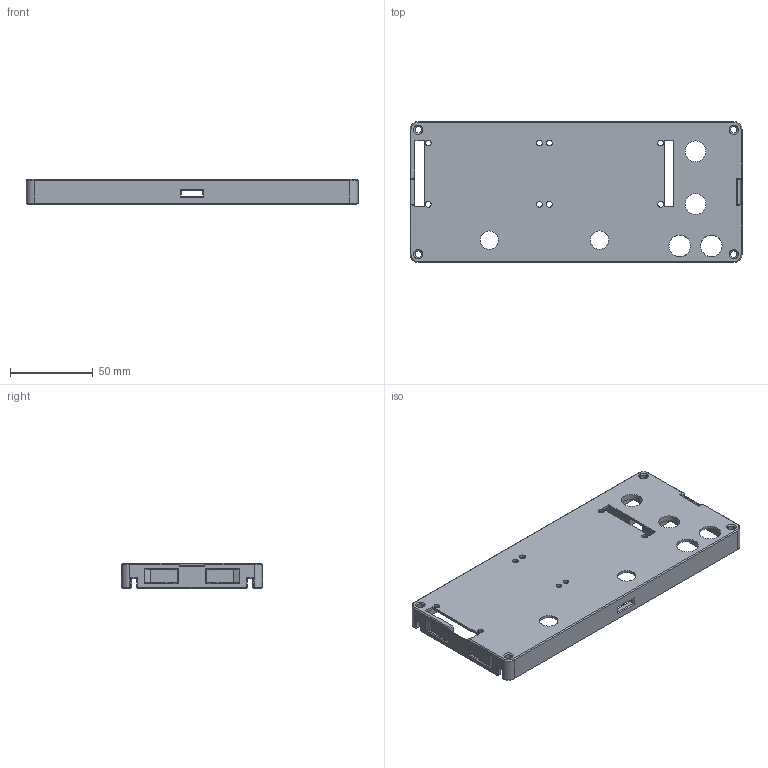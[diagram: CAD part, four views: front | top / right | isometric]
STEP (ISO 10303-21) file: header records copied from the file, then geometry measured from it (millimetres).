
FILE_DESCRIPTION(/* description */ (''),/* implementation_level */ '2;1');
FILE_NAME(/* name */ 'Front Backing Plate.step',/* time_stamp */ '2023-01-13T18:04:25-06:00',/* author */ (''),/* organization */ (''),/* preprocessor_version */ 'ST-DEVELOPER v19.2',/* originating_system */ 'Autodesk Translation Framework v11.17.0.187',/* authorisation */ '');
FILE_SCHEMA (('AUTOMOTIVE_DESIGN { 1 0 10303 214 3 1 1 }'));
Length unit declared in the file: millimetre
Products named in the file (1): Front Panel
Bounding box: 200 x 85 x 15.2 mm (x, y, z)
Volume: 49523 mm3; surface area: 49246.5 mm2
Topology: 1 solids, 1 shells, 255 faces, 706 edges, 449 vertices
Faces by surface type: plane 201, cylinder 32, cone 22
Full cylindrical faces by diameter (mm): 3.5 x8, 4 x4, 11 x2, 12.5 x2, 13 x2
Entity records: 8183 total; most frequent: CARTESIAN_POINT 1463, ORIENTED_EDGE 1412, DIRECTION 1335, EDGE_CURVE 706, LINE 565, VECTOR 565, VERTEX_POINT 449, AXIS2_PLACEMENT_3D 385
